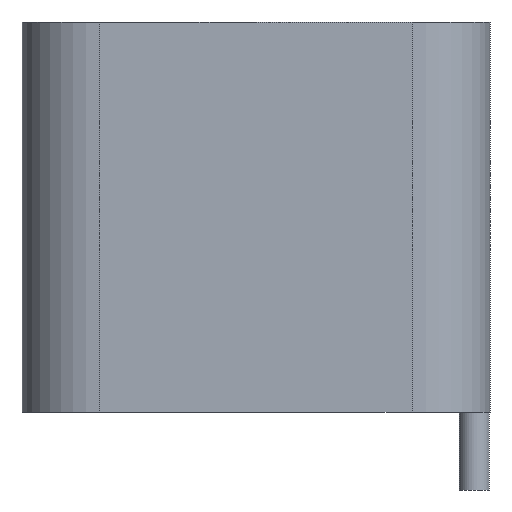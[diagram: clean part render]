
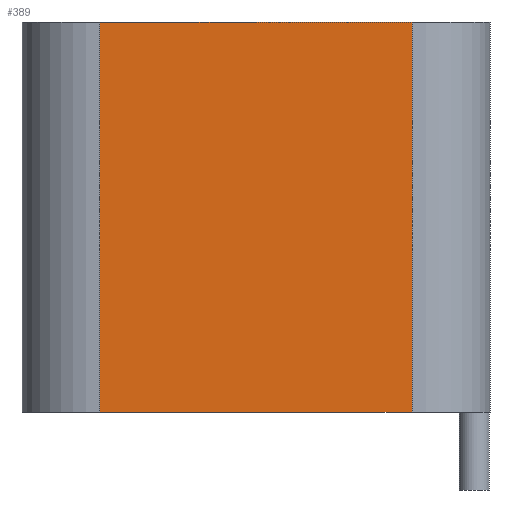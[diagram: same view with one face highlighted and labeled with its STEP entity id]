
A CAD part, left-side view. The second image highlights one B-rep face of the part: STEP entity #389.
In plain terms, the highlighted planar face has unit normal (-1, 0, 0).
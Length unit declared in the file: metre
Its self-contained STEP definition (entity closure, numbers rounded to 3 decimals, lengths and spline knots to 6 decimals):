
#67=ORIENTED_EDGE('',*,*,#173,.F.);
#68=ORIENTED_EDGE('',*,*,#174,.F.);
#69=ORIENTED_EDGE('',*,*,#175,.T.);
#70=ORIENTED_EDGE('',*,*,#171,.T.);
#171=EDGE_CURVE('',#222,#221,#260,.T.);
#173=EDGE_CURVE('',#223,#221,#261,.T.);
#174=EDGE_CURVE('',#224,#223,#262,.T.);
#175=EDGE_CURVE('',#224,#222,#263,.T.);
#221=VERTEX_POINT('',#619);
#222=VERTEX_POINT('',#621);
#223=VERTEX_POINT('',#625);
#224=VERTEX_POINT('',#627);
#260=LINE('',#620,#298);
#261=LINE('',#624,#299);
#262=LINE('',#626,#300);
#263=LINE('',#628,#301);
#298=VECTOR('',#498,1.);
#299=VECTOR('',#503,1.);
#300=VECTOR('',#504,1.);
#301=VECTOR('',#505,1.);
#328=EDGE_LOOP('',(#67,#68,#69,#70));
#352=FACE_BOUND('',#328,.T.);
#373=PLANE('',#430);
#389=ADVANCED_FACE('',(#352),#373,.T.);
#430=AXIS2_PLACEMENT_3D('',#623,#501,#502);
#498=DIRECTION('',(0.,0.,-1.));
#501=DIRECTION('',(-1.,0.,0.));
#502=DIRECTION('',(0.,0.,1.));
#503=DIRECTION('',(0.,1.,0.));
#504=DIRECTION('',(0.,0.,-1.));
#505=DIRECTION('',(0.,1.,0.));
#619=CARTESIAN_POINT('',(-0.022,0.024,0.));
#620=CARTESIAN_POINT('',(-0.022,0.024,0.025));
#621=CARTESIAN_POINT('',(-0.022,0.024,0.025));
#623=CARTESIAN_POINT('',(-0.022,0.014,0.025));
#624=CARTESIAN_POINT('',(-0.022,0.014,0.));
#625=CARTESIAN_POINT('',(-0.022,0.004,0.));
#626=CARTESIAN_POINT('',(-0.022,0.004,0.025));
#627=CARTESIAN_POINT('',(-0.022,0.004,0.025));
#628=CARTESIAN_POINT('',(-0.022,0.014,0.025));
